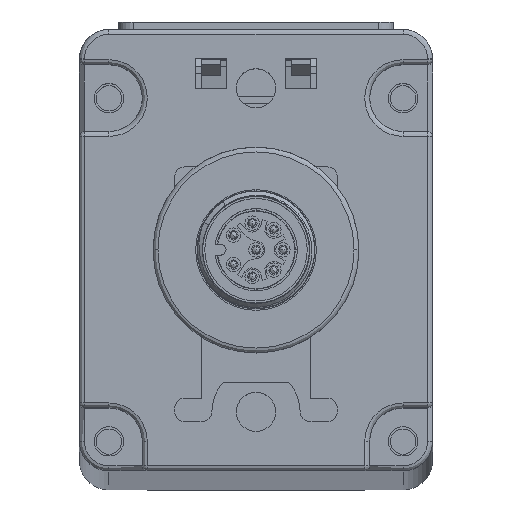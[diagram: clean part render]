
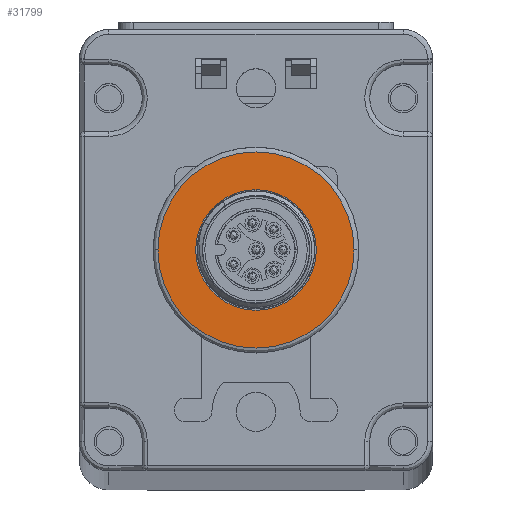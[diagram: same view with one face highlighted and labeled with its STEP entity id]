
A CAD part, top view. The second image highlights one B-rep face of the part: STEP entity #31799.
In plain terms, the highlighted planar face has unit normal (0, 0, 1).
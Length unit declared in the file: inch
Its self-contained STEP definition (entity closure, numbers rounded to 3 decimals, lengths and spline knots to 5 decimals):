
#11795=CARTESIAN_POINT('',(0.,0.88583,0.15748));
#11796=DIRECTION('',(0.,0.,1.));
#11797=DIRECTION('',(1.,0.,0.));
#11798=AXIS2_PLACEMENT_3D('',#11795,#11796,#11797);
#11810=CARTESIAN_POINT('',(0.,0.88583,0.15748));
#11811=DIRECTION('',(0.,0.,1.));
#11812=DIRECTION('',(1.,0.,0.));
#11813=AXIS2_PLACEMENT_3D('',#11810,#11811,#11812);
#11815=CARTESIAN_POINT('',(0.,0.88583,0.15748));
#11816=DIRECTION('',(0.,0.,1.));
#11817=DIRECTION('',(-1.,0.,0.));
#11818=AXIS2_PLACEMENT_3D('',#11815,#11816,#11817);
#11820=CARTESIAN_POINT('',(0.,0.88583,0.15748));
#11821=DIRECTION('',(0.,0.,1.));
#11822=DIRECTION('',(-1.,0.,0.));
#11823=AXIS2_PLACEMENT_3D('',#11820,#11821,#11822);
#14846=CARTESIAN_POINT('',(0.24213,0.88583,
0.15748));
#14847=CARTESIAN_POINT('',(-0.24213,0.88583,
0.15748));
#14848=VERTEX_POINT('',#14846);
#14849=VERTEX_POINT('',#14847);
#15146=CARTESIAN_POINT('',(0.3937,0.88583,
0.15748));
#15147=CARTESIAN_POINT('',(-0.3937,0.88583,
0.15748));
#15148=VERTEX_POINT('',#15146);
#15149=VERTEX_POINT('',#15147);
#31783=CARTESIAN_POINT('',(0.,0.,0.15748));
#31784=DIRECTION('',(0.,0.,1.));
#31785=DIRECTION('',(1.,0.,0.));
#31786=AXIS2_PLACEMENT_3D('',#31783,#31784,#31785);
#31787=PLANE('',#31786);
#31788=ORIENTED_EDGE('',*,*,#31773,.F.);
#31790=ORIENTED_EDGE('',*,*,#31789,.F.);
#31791=EDGE_LOOP('',(#31788,#31790));
#31792=FACE_OUTER_BOUND('',#31791,.F.);
#31794=ORIENTED_EDGE('',*,*,#31793,.T.);
#31796=ORIENTED_EDGE('',*,*,#31795,.T.);
#31797=EDGE_LOOP('',(#31794,#31796));
#31798=FACE_BOUND('',#31797,.F.);
#31799=ADVANCED_FACE('',(#31792,#31798),#31787,.T.);
#11799=CIRCLE('',#11798,0.3937);
#11814=CIRCLE('',#11813,0.24213);
#11819=CIRCLE('',#11818,0.24213);
#11824=CIRCLE('',#11823,0.3937);
#31773=EDGE_CURVE('',#15148,#15149,#11799,.T.);
#31789=EDGE_CURVE('',#15149,#15148,#11824,.T.);
#31793=EDGE_CURVE('',#14848,#14849,#11814,.T.);
#31795=EDGE_CURVE('',#14849,#14848,#11819,.T.);
